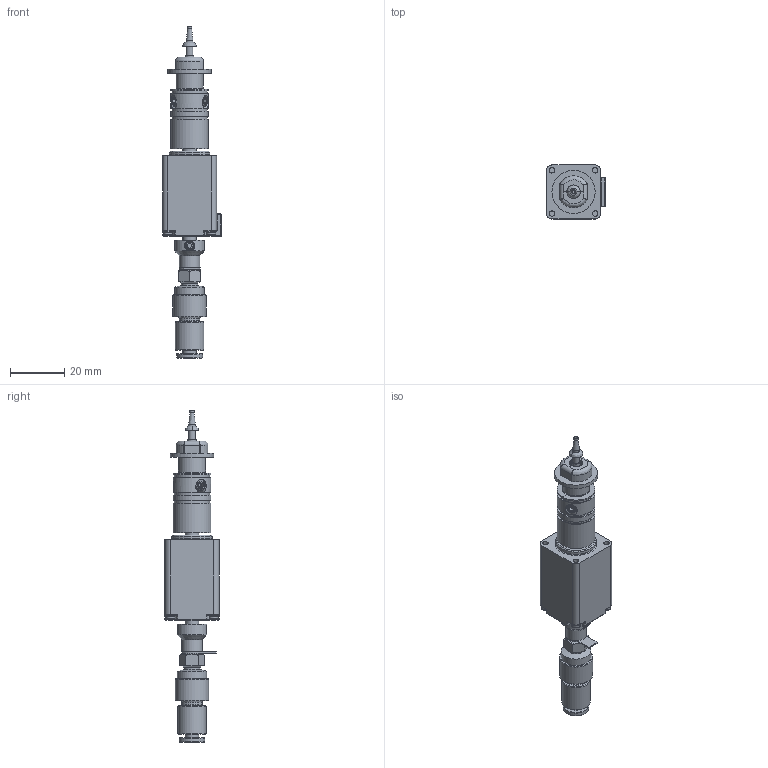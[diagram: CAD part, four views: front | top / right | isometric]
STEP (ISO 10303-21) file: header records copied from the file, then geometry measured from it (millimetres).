
FILE_DESCRIPTION(/* description */ (''),/* implementation_level */ '2;1');
FILE_NAME(/* name */ 'SMT JUKI mounting module.stp',/* time_stamp */ '2021-04-02T13:19:23+03:00',/* author */ ('Mikhail'),/* organization */ (''),/* preprocessor_version */ 'ST-DEVELOPER v18.1',/* originating_system */ 'Autodesk Inventor 2021',/* authorisation */ '');
FILE_SCHEMA (('AUTOMOTIVE_DESIGN { 1 0 10303 214 3 1 1 }'));
Length unit declared in the file: millimetre
Products named in the file (4): Монтажный модуль 
для установки; BD2030-0604B-NK; Adapter JUKI Nozzle with Nozzle; Подвижная муфта
Assembly tree (3 placements, depth 2):
  Монтажный модуль 
для установки
    BD2030-0604B-NK
    Adapter JUKI Nozzle with Nozzle
    Подвижная муфта
Bounding box: 21.8 x 20 x 122.95 mm (x, y, z)
Volume: 18930.9 mm3; surface area: 11797.9 mm2
Topology: 19 solids, 19 shells, 739 faces, 1856 edges, 1180 vertices
Faces by surface type: plane 373, bspline 149, cylinder 123, cone 57, torus 29, sphere 8
Full cylindrical faces by diameter (mm): 1.1 x1, 1.5 x1, 2 x12, 2.1 x1, 2.5 x5, 3 x6, 3.2 x3, 3.3 x4, 4 x6, 4.5 x1, 4.9 x1, 5 x4, 5.5 x1, 6 x1, 7 x3, 7.5 x2, 8.6 x1, 9.6 x1, 10 x2, 10.5 x1, 10.9 x1, 11 x1, 12.3 x1, 13 x3, 14 x4, 15 x1, 16 x1
Entity records: 25580 total; most frequent: CARTESIAN_POINT 7708, ORIENTED_EDGE 3690, DIRECTION 3196, EDGE_CURVE 1845, VERTEX_POINT 1178, AXIS2_PLACEMENT_3D 1114, LINE 968, VECTOR 968
